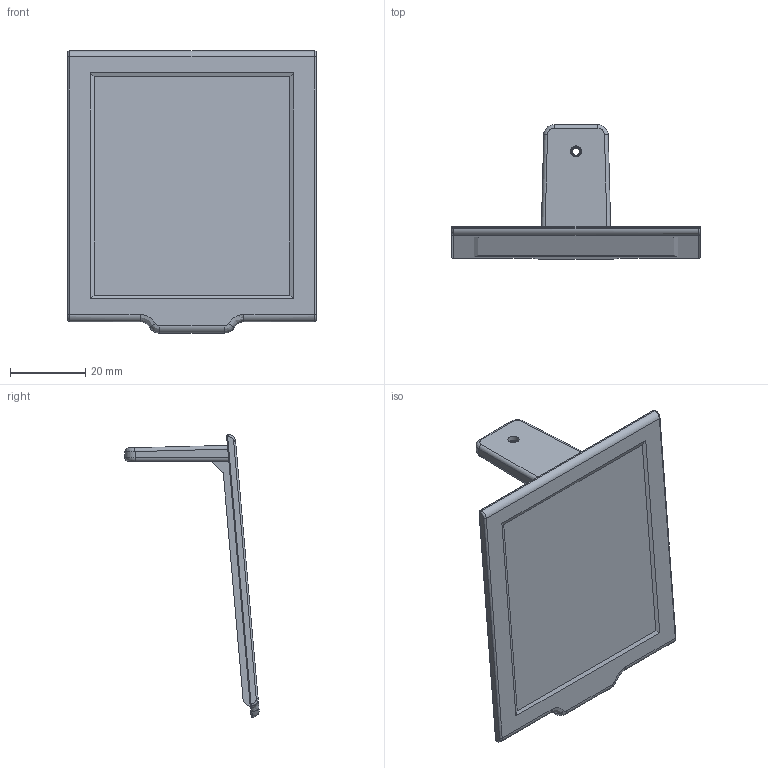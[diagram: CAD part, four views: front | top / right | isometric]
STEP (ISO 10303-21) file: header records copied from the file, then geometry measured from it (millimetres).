
FILE_DESCRIPTION(/* description */ (''),/* implementation_level */ '2;1');
FILE_NAME(/* name */ 'Face Plate.step',/* time_stamp */ '2021-10-06T17:08:35-07:00',/* author */ (''),/* organization */ (''),/* preprocessor_version */ 'ST-DEVELOPER v18.1',/* originating_system */ 'Autodesk Translation Framework v10.10.0.1391',/* authorisation */ '');
FILE_SCHEMA (('AUTOMOTIVE_DESIGN { 1 0 10303 214 3 1 1 }'));
Length unit declared in the file: millimetre
Products named in the file (2): Face Plate; Nut
Assembly tree (1 placements, depth 2):
  Face Plate
    Nut
Bounding box: 66.1 x 35.65 x 75 mm (x, y, z)
Volume: 10578.5 mm3; surface area: 11927.8 mm2
Topology: 2 solids, 2 shells, 133 faces, 327 edges, 202 vertices
Faces by surface type: plane 52, cylinder 40, cone 21, bspline 18, torus 2
Full cylindrical faces by diameter (mm): 1.915 x3, 2.5 x3, 3 x1
Entity records: 5208 total; most frequent: CARTESIAN_POINT 2095, ORIENTED_EDGE 654, DIRECTION 627, EDGE_CURVE 327, AXIS2_PLACEMENT_3D 234, VERTEX_POINT 202, LINE 159, VECTOR 159
